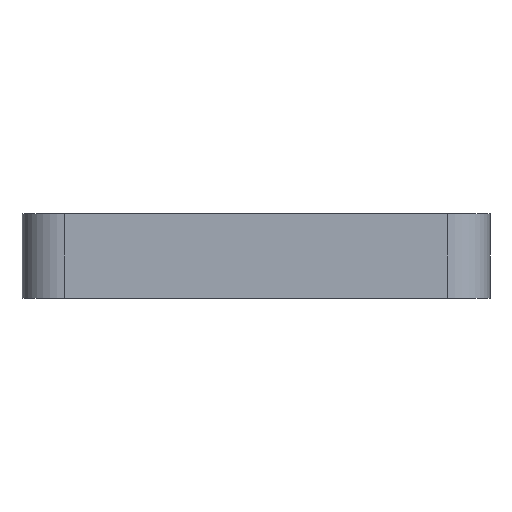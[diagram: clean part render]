
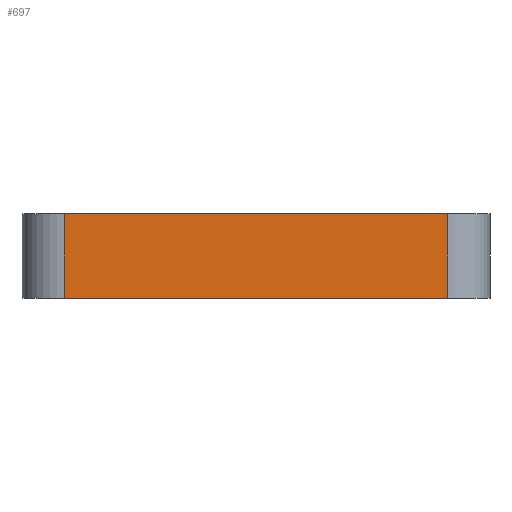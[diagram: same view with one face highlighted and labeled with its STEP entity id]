
A CAD part, left-side view. The second image highlights one B-rep face of the part: STEP entity #697.
In plain terms, the highlighted planar face has unit normal (-1, 0, 0).
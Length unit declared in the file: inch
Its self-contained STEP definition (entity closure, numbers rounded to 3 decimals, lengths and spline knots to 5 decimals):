
#4 = CARTESIAN_POINT ( 'NONE',  ( -0.4375, -0.35876, 0.07874 ) ) ;
#8 = DIRECTION ( 'NONE',  ( 0., -1., 0. ) ) ;
#15 = ORIENTED_EDGE ( 'NONE', *, *, #759, .T. ) ;
#21 = DIRECTION ( 'NONE',  ( 0., -1., 0. ) ) ;
#30 = ORIENTED_EDGE ( 'NONE', *, *, #357, .T. ) ;
#48 = ORIENTED_EDGE ( 'NONE', *, *, #549, .F. ) ;
#63 = CARTESIAN_POINT ( 'NONE',  ( -0.4375, -0.35876, -0.07874 ) ) ;
#78 = EDGE_LOOP ( 'NONE', ( #680, #30, #48, #15 ) ) ;
#98 = VERTEX_POINT ( 'NONE', #4 ) ;
#143 = LINE ( 'NONE', #392, #456 ) ;
#166 = VECTOR ( 'NONE', #696, 39.37008 ) ;
#169 = CARTESIAN_POINT ( 'NONE',  ( -0.4375, -0.35876, 0.07874 ) ) ;
#287 = CARTESIAN_POINT ( 'NONE',  ( -0.4375, 0.35876, -0.07874 ) ) ;
#326 = CARTESIAN_POINT ( 'NONE',  ( -0.4375, 0.35876, 0.07874 ) ) ;
#357 = EDGE_CURVE ( 'NONE', #482, #98, #640, .T. ) ;
#367 = VERTEX_POINT ( 'NONE', #287 ) ;
#392 = CARTESIAN_POINT ( 'NONE',  ( -0.4375, -0.4375, -0.07874 ) ) ;
#399 = CARTESIAN_POINT ( 'NONE',  ( -0.4375, 0.35876, 0.07874 ) ) ;
#407 = DIRECTION ( 'NONE',  ( 0., 0., -1. ) ) ;
#416 = CARTESIAN_POINT ( 'NONE',  ( -0.4375, -0.4375, 0.07874 ) ) ;
#451 = DIRECTION ( 'NONE',  ( 1., 0., 0. ) ) ;
#456 = VECTOR ( 'NONE', #21, 39.37008 ) ;
#458 = PLANE ( 'NONE',  #519 ) ;
#482 = VERTEX_POINT ( 'NONE', #63 ) ;
#503 = VECTOR ( 'NONE', #8, 39.37008 ) ;
#519 = AXIS2_PLACEMENT_3D ( 'NONE', #750, #451, #688 ) ;
#549 = EDGE_CURVE ( 'NONE', #678, #98, #781, .T. ) ;
#571 = FACE_OUTER_BOUND ( 'NONE', #78, .T. ) ;
#590 = EDGE_CURVE ( 'NONE', #367, #482, #143, .T. ) ;
#640 = LINE ( 'NONE', #169, #166 ) ;
#648 = LINE ( 'NONE', #399, #701 ) ;
#678 = VERTEX_POINT ( 'NONE', #326 ) ;
#680 = ORIENTED_EDGE ( 'NONE', *, *, #590, .T. ) ;
#688 = DIRECTION ( 'NONE',  ( 0., 0., -1. ) ) ;
#696 = DIRECTION ( 'NONE',  ( 0., 0., 1. ) ) ;
#697 = ADVANCED_FACE ( 'NONE', ( #571 ), #458, .F. ) ;
#701 = VECTOR ( 'NONE', #407, 39.37008 ) ;
#750 = CARTESIAN_POINT ( 'NONE',  ( -0.4375, -0.4375, 0.07874 ) ) ;
#759 = EDGE_CURVE ( 'NONE', #678, #367, #648, .T. ) ;
#781 = LINE ( 'NONE', #416, #503 ) ;
